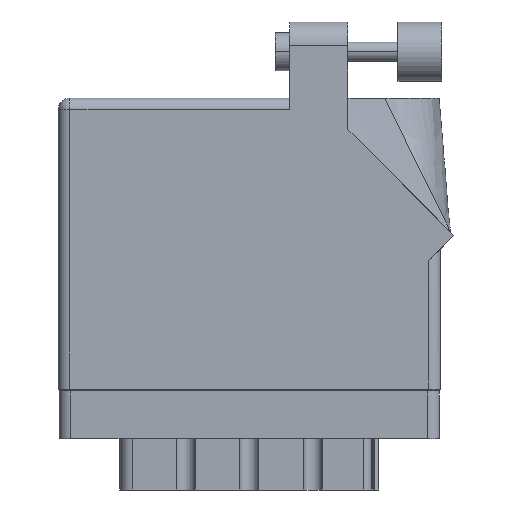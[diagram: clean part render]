
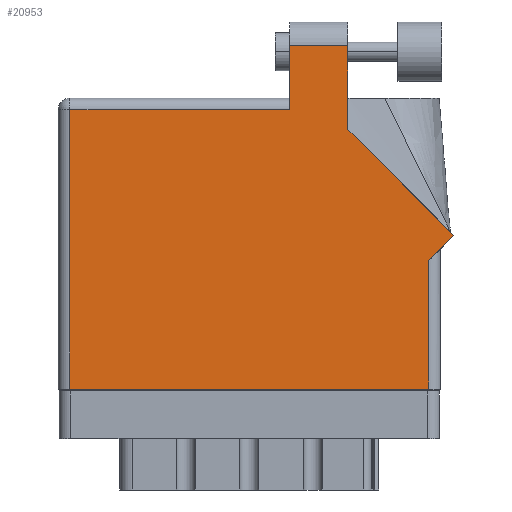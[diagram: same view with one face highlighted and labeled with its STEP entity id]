
A CAD part, front view. The second image highlights one B-rep face of the part: STEP entity #20953.
In plain terms, the highlighted face is planar.
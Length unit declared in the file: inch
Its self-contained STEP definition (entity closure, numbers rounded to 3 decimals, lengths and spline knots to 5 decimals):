
#235 = CARTESIAN_POINT ( 'NONE',  ( 0.062, 0., 0. ) ) ;
#811 = DIRECTION ( 'NONE',  ( 0.707, 0.707, 0. ) ) ;
#1822 = LINE ( 'NONE', #6356, #20714 ) ;
#4423 = ORIENTED_EDGE ( 'NONE', *, *, #7908, .T. ) ;
#5017 = LINE ( 'NONE', #24324, #25196 ) ;
#5338 = LINE ( 'NONE', #18074, #27307 ) ;
#6234 = PLANE ( 'NONE',  #31585 ) ;
#6356 = CARTESIAN_POINT ( 'NONE',  ( 0.062, 0., 0. ) ) ;
#6539 = LINE ( 'NONE', #22496, #33425 ) ;
#7035 = FACE_OUTER_BOUND ( 'NONE', #35685, .T. ) ;
#7225 = CARTESIAN_POINT ( 'NONE',  ( 1.217, 1.805, 0. ) ) ;
#7752 = ORIENTED_EDGE ( 'NONE', *, *, #15189, .T. ) ;
#7908 = EDGE_CURVE ( 'NONE', #21016, #28107, #34688, .T. ) ;
#8046 = DIRECTION ( 'NONE',  ( 0., 1., 0. ) ) ;
#8047 = LINE ( 'NONE', #36680, #19750 ) ;
#9264 = CARTESIAN_POINT ( 'NONE',  ( 2.08071, 0.80771, 0. ) ) ;
#10088 = ORIENTED_EDGE ( 'NONE', *, *, #24272, .T. ) ;
#10170 = LINE ( 'NONE', #36805, #16051 ) ;
#10269 = EDGE_CURVE ( 'NONE', #27820, #16784, #8047, .T. ) ;
#10403 = VERTEX_POINT ( 'NONE', #28662 ) ;
#10407 = ORIENTED_EDGE ( 'NONE', *, *, #35669, .T. ) ;
#11877 = VERTEX_POINT ( 'NONE', #18477 ) ;
#12058 = EDGE_CURVE ( 'NONE', #22308, #10403, #10170, .T. ) ;
#13902 = ORIENTED_EDGE ( 'NONE', *, *, #16440, .T. ) ;
#14831 = DIRECTION ( 'NONE',  ( 0., -1., 0. ) ) ;
#15189 = EDGE_CURVE ( 'NONE', #16784, #19374, #5017, .T. ) ;
#16051 = VECTOR ( 'NONE', #22828, 39.37008 ) ;
#16440 = EDGE_CURVE ( 'NONE', #19374, #22308, #5338, .T. ) ;
#16527 = LINE ( 'NONE', #34296, #33897 ) ;
#16784 = VERTEX_POINT ( 'NONE', #25012 ) ;
#16989 = DIRECTION ( 'NONE',  ( -1., 0., 0. ) ) ;
#17834 = DIRECTION ( 'NONE',  ( -1., 0., 0. ) ) ;
#17980 = DIRECTION ( 'NONE',  ( 0., -1., 0. ) ) ;
#18074 = CARTESIAN_POINT ( 'NONE',  ( 2.01, 0.737, 0. ) ) ;
#18477 = CARTESIAN_POINT ( 'NONE',  ( 0.062, 1.468, 0. ) ) ;
#18592 = EDGE_CURVE ( 'NONE', #24123, #11877, #6539, .T. ) ;
#18820 = EDGE_CURVE ( 'NONE', #28107, #24123, #31633, .T. ) ;
#19374 = VERTEX_POINT ( 'NONE', #33392 ) ;
#19750 = VECTOR ( 'NONE', #25286, 39.37008 ) ;
#20189 = DIRECTION ( 'NONE',  ( 0., 1., 0. ) ) ;
#20663 = ORIENTED_EDGE ( 'NONE', *, *, #18592, .T. ) ;
#20714 = VECTOR ( 'NONE', #14831, 39.37008 ) ;
#20953 = ADVANCED_FACE ( 'NONE', ( #7035 ), #6234, .F. ) ;
#21016 = VERTEX_POINT ( 'NONE', #23185 ) ;
#21371 = VECTOR ( 'NONE', #17980, 39.37008 ) ;
#21707 = ORIENTED_EDGE ( 'NONE', *, *, #12058, .T. ) ;
#22308 = VERTEX_POINT ( 'NONE', #9264 ) ;
#22496 = CARTESIAN_POINT ( 'NONE',  ( 0., 1.468, 0. ) ) ;
#22828 = DIRECTION ( 'NONE',  ( -0.707, 0.707, 0. ) ) ;
#23185 = CARTESIAN_POINT ( 'NONE',  ( 1.524, 1.805, 0. ) ) ;
#23305 = DIRECTION ( 'NONE',  ( 0., 0., -1. ) ) ;
#24123 = VERTEX_POINT ( 'NONE', #24945 ) ;
#24272 = EDGE_CURVE ( 'NONE', #10403, #21016, #16527, .T. ) ;
#24324 = CARTESIAN_POINT ( 'NONE',  ( 1.948, 0.737, 0. ) ) ;
#24471 = ORIENTED_EDGE ( 'NONE', *, *, #10269, .T. ) ;
#24945 = CARTESIAN_POINT ( 'NONE',  ( 1.217, 1.468, 0. ) ) ;
#25012 = CARTESIAN_POINT ( 'NONE',  ( 1.948, 0., 0. ) ) ;
#25196 = VECTOR ( 'NONE', #8046, 39.37008 ) ;
#25286 = DIRECTION ( 'NONE',  ( 1., 0., 0. ) ) ;
#27307 = VECTOR ( 'NONE', #811, 39.37008 ) ;
#27425 = CARTESIAN_POINT ( 'NONE',  ( 1.217, 1.805, 0. ) ) ;
#27469 = ORIENTED_EDGE ( 'NONE', *, *, #18820, .T. ) ;
#27514 = VECTOR ( 'NONE', #30301, 39.37008 ) ;
#27820 = VERTEX_POINT ( 'NONE', #235 ) ;
#28107 = VERTEX_POINT ( 'NONE', #7225 ) ;
#28662 = CARTESIAN_POINT ( 'NONE',  ( 1.524, 1.36442, 0. ) ) ;
#30301 = DIRECTION ( 'NONE',  ( -1., 0., 0. ) ) ;
#31585 = AXIS2_PLACEMENT_3D ( 'NONE', #34413, #23305, #17834 ) ;
#31633 = LINE ( 'NONE', #32560, #21371 ) ;
#32560 = CARTESIAN_POINT ( 'NONE',  ( 1.217, 1.53, 0. ) ) ;
#33392 = CARTESIAN_POINT ( 'NONE',  ( 1.948, 0.675, 0. ) ) ;
#33425 = VECTOR ( 'NONE', #16989, 39.37008 ) ;
#33897 = VECTOR ( 'NONE', #20189, 39.37008 ) ;
#34296 = CARTESIAN_POINT ( 'NONE',  ( 1.524, 1.36442, 0. ) ) ;
#34413 = CARTESIAN_POINT ( 'NONE',  ( 0., 1.53, 0. ) ) ;
#34688 = LINE ( 'NONE', #27425, #27514 ) ;
#35669 = EDGE_CURVE ( 'NONE', #11877, #27820, #1822, .T. ) ;
#35685 = EDGE_LOOP ( 'NONE', ( #10088, #4423, #27469, #20663, #10407, #24471, #7752, #13902, #21707 ) ) ;
#36680 = CARTESIAN_POINT ( 'NONE',  ( 0., 0., 0. ) ) ;
#36805 = CARTESIAN_POINT ( 'NONE',  ( 2.08071, 0.80771, 0. ) ) ;
